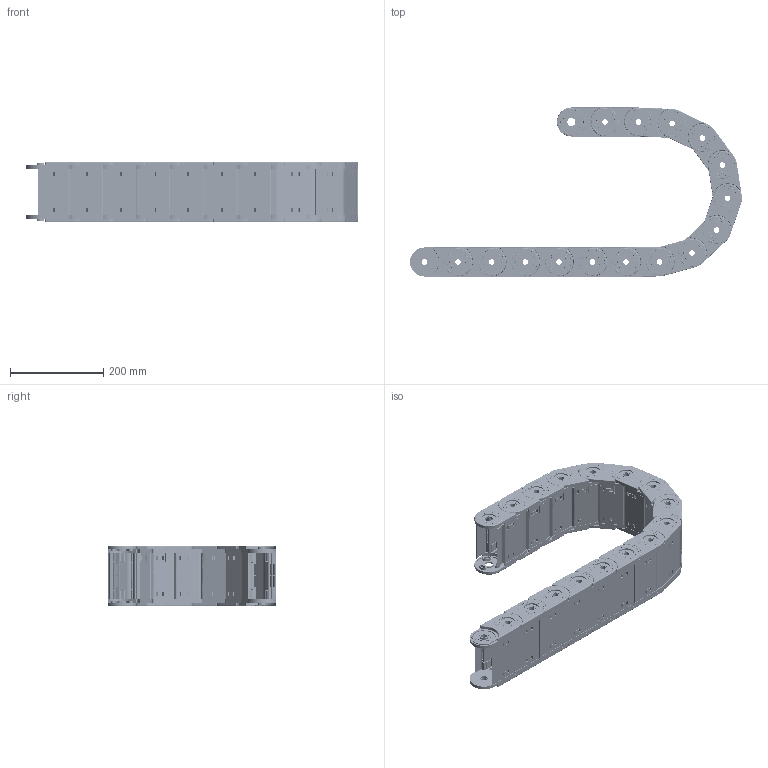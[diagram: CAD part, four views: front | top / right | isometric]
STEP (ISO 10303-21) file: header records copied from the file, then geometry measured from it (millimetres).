
FILE_DESCRIPTION (( 'STEP AP214' ), '1' );
FILE_NAME ('CK40-K100-R150.STEP', '2019-09-06T14:54:51', ( '' ), ( '' ), 'SwSTEP 2.0', 'SolidWorks 2017', '' );
FILE_SCHEMA (( 'AUTOMOTIVE_DESIGN' ));
Length unit declared in the file: millimetre
Products named in the file (2): CK40-K100-R150; CK40-K100 -AYAK
Assembly tree (16 placements, depth 2):
  CK40-K100-R150
    CK40-K100 -AYAK  x16
Bounding box: 711.39 x 362 x 128.4 mm (x, y, z)
Volume: 2583121.4 mm3; surface area: 1686630.2 mm2
Topology: 80 solids, 176 shells, 14016 faces, 36512 edges, 24048 vertices
Faces by surface type: plane 6128, cylinder 4960, bspline 1520, torus 1344, sphere 64
Entity records: 32858 total; most frequent: CARTESIAN_POINT 11009, ORIENTED_EDGE 4560, DIRECTION 4490, EDGE_CURVE 2280, AXIS2_PLACEMENT_3D 1622, VERTEX_POINT 1503, VECTOR 1246, LINE 1246
